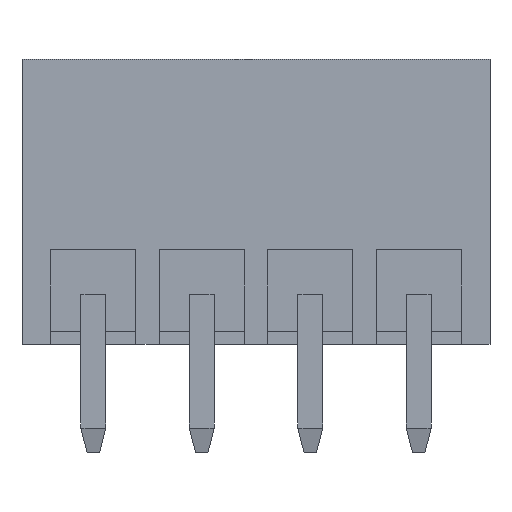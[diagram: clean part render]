
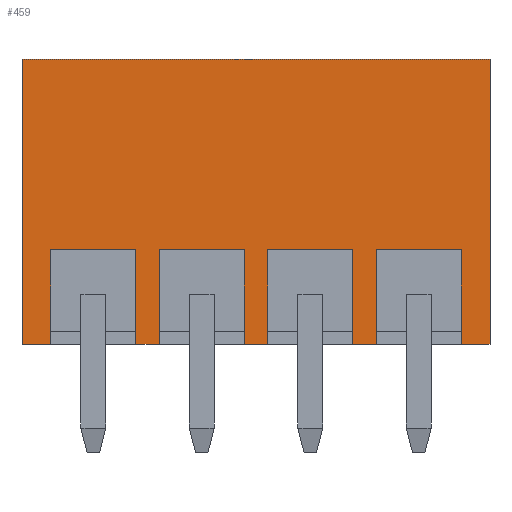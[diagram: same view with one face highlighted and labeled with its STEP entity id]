
A CAD part, front view. The second image highlights one B-rep face of the part: STEP entity #459.
In plain terms, the highlighted planar face has unit normal (0, -1, 0).
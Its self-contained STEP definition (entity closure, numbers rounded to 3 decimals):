
#459 = ADVANCED_FACE( '', ( #982 ), #983, .F. );
#982 = FACE_OUTER_BOUND( '', #1574, .T. );
#983 = PLANE( '', #1575 );
#1574 = EDGE_LOOP( '', ( #2729, #2730, #2731, #2732, #2733, #2734, #2735, #2736, #2737, #2738, #2739, #2740, #2741, #2742, #2743, #2744, #2745, #2746, #2747, #2748 ) );
#1575 = AXIS2_PLACEMENT_3D( '', #2749, #2750, #2751 );
#2729 = ORIENTED_EDGE( '', *, *, #4094, .F. );
#2730 = ORIENTED_EDGE( '', *, *, #4095, .T. );
#2731 = ORIENTED_EDGE( '', *, *, #4096, .F. );
#2732 = ORIENTED_EDGE( '', *, *, #4097, .F. );
#2733 = ORIENTED_EDGE( '', *, *, #3705, .F. );
#2734 = ORIENTED_EDGE( '', *, *, #4098, .T. );
#2735 = ORIENTED_EDGE( '', *, *, #4099, .F. );
#2736 = ORIENTED_EDGE( '', *, *, #4100, .F. );
#2737 = ORIENTED_EDGE( '', *, *, #4061, .F. );
#2738 = ORIENTED_EDGE( '', *, *, #4101, .T. );
#2739 = ORIENTED_EDGE( '', *, *, #4102, .F. );
#2740 = ORIENTED_EDGE( '', *, *, #3771, .F. );
#2741 = ORIENTED_EDGE( '', *, *, #3914, .F. );
#2742 = ORIENTED_EDGE( '', *, *, #3927, .T. );
#2743 = ORIENTED_EDGE( '', *, *, #4103, .F. );
#2744 = ORIENTED_EDGE( '', *, *, #3627, .F. );
#2745 = ORIENTED_EDGE( '', *, *, #3866, .T. );
#2746 = ORIENTED_EDGE( '', *, *, #3994, .T. );
#2747 = ORIENTED_EDGE( '', *, *, #4104, .F. );
#2748 = ORIENTED_EDGE( '', *, *, #3826, .F. );
#2749 = CARTESIAN_POINT( '', ( 7.55, -3.6, 4.6 ) );
#2750 = DIRECTION( '', ( 0., 1., 0. ) );
#2751 = DIRECTION( '', ( 0., 0., 1. ) );
#3627 = EDGE_CURVE( '', #4320, #4322, #4323, .T. );
#3705 = EDGE_CURVE( '', #4460, #4462, #4463, .F. );
#3771 = EDGE_CURVE( '', #4578, #4580, #4581, .T. );
#3826 = EDGE_CURVE( '', #4666, #4668, #4669, .T. );
#3866 = EDGE_CURVE( '', #4320, #4738, #4740, .T. );
#3914 = EDGE_CURVE( '', #4815, #4578, #4817, .F. );
#3927 = EDGE_CURVE( '', #4815, #4838, #4839, .T. );
#3994 = EDGE_CURVE( '', #4738, #4936, #4938, .T. );
#4061 = EDGE_CURVE( '', #5038, #5040, #5041, .F. );
#4094 = EDGE_CURVE( '', #5084, #4666, #5085, .F. );
#4095 = EDGE_CURVE( '', #5084, #5086, #5087, .T. );
#4096 = EDGE_CURVE( '', #5088, #5086, #5089, .T. );
#4097 = EDGE_CURVE( '', #4462, #5088, #5090, .T. );
#4098 = EDGE_CURVE( '', #4460, #5091, #5092, .T. );
#4099 = EDGE_CURVE( '', #5093, #5091, #5094, .T. );
#4100 = EDGE_CURVE( '', #5040, #5093, #5095, .T. );
#4101 = EDGE_CURVE( '', #5038, #5096, #5097, .T. );
#4102 = EDGE_CURVE( '', #4580, #5096, #5098, .T. );
#4103 = EDGE_CURVE( '', #4322, #4838, #5099, .T. );
#4104 = EDGE_CURVE( '', #4668, #4936, #5100, .T. );
#4320 = VERTEX_POINT( '', #5349 );
#4322 = VERTEX_POINT( '', #5352 );
#4323 = LINE( '', #5353, #5354 );
#4460 = VERTEX_POINT( '', #5548 );
#4462 = VERTEX_POINT( '', #5551 );
#4463 = LINE( '', #5552, #5553 );
#4578 = VERTEX_POINT( '', #5718 );
#4580 = VERTEX_POINT( '', #5721 );
#4581 = LINE( '', #5722, #5723 );
#4666 = VERTEX_POINT( '', #5842 );
#4668 = VERTEX_POINT( '', #5845 );
#4669 = LINE( '', #5846, #5847 );
#4738 = VERTEX_POINT( '', #5950 );
#4740 = LINE( '', #5953, #5954 );
#4815 = VERTEX_POINT( '', #6067 );
#4817 = LINE( '', #6070, #6071 );
#4838 = VERTEX_POINT( '', #6102 );
#4839 = LINE( '', #6103, #6104 );
#4936 = VERTEX_POINT( '', #6247 );
#4938 = LINE( '', #6250, #6251 );
#5038 = VERTEX_POINT( '', #6399 );
#5040 = VERTEX_POINT( '', #6402 );
#5041 = LINE( '', #6403, #6404 );
#5084 = VERTEX_POINT( '', #6469 );
#5085 = LINE( '', #6470, #6471 );
#5086 = VERTEX_POINT( '', #6472 );
#5087 = LINE( '', #6473, #6474 );
#5088 = VERTEX_POINT( '', #6475 );
#5089 = LINE( '', #6476, #6477 );
#5090 = LINE( '', #6478, #6479 );
#5091 = VERTEX_POINT( '', #6480 );
#5092 = LINE( '', #6481, #6482 );
#5093 = VERTEX_POINT( '', #6483 );
#5094 = LINE( '', #6484, #6485 );
#5095 = LINE( '', #6486, #6487 );
#5096 = VERTEX_POINT( '', #6488 );
#5097 = LINE( '', #6489, #6490 );
#5098 = LINE( '', #6491, #6492 );
#5099 = LINE( '', #6493, #6494 );
#5100 = LINE( '', #6495, #6496 );
#5349 = CARTESIAN_POINT( '', ( 7.55, -3.6, 4.6 ) );
#5352 = CARTESIAN_POINT( '', ( 7.55, -3.6, -4.6 ) );
#5353 = CARTESIAN_POINT( '', ( 7.55, -3.6, 4.6 ) );
#5354 = VECTOR( '', #6858, 1000. );
#5548 = CARTESIAN_POINT( '', ( -0.375, -3.6, -1.55 ) );
#5551 = CARTESIAN_POINT( '', ( -3.125, -3.6, -1.55 ) );
#5552 = CARTESIAN_POINT( '', ( -3.125, -3.6, -1.55 ) );
#5553 = VECTOR( '', #6929, 1000. );
#5718 = CARTESIAN_POINT( '', ( 3.875, -3.6, -1.55 ) );
#5721 = CARTESIAN_POINT( '', ( 3.875, -3.6, -4.6 ) );
#5722 = CARTESIAN_POINT( '', ( 3.875, -3.6, -1.55 ) );
#5723 = VECTOR( '', #6987, 1000. );
#5842 = CARTESIAN_POINT( '', ( -6.625, -3.6, -1.55 ) );
#5845 = CARTESIAN_POINT( '', ( -6.625, -3.6, -4.6 ) );
#5846 = CARTESIAN_POINT( '', ( -6.625, -3.6, -1.55 ) );
#5847 = VECTOR( '', #7044, 1000. );
#5950 = CARTESIAN_POINT( '', ( -7.55, -3.6, 4.6 ) );
#5953 = CARTESIAN_POINT( '', ( 7.55, -3.6, 4.6 ) );
#5954 = VECTOR( '', #7083, 1000. );
#6067 = CARTESIAN_POINT( '', ( 6.625, -3.6, -1.55 ) );
#6070 = CARTESIAN_POINT( '', ( 3.875, -3.6, -1.55 ) );
#6071 = VECTOR( '', #7129, 1000. );
#6102 = CARTESIAN_POINT( '', ( 6.625, -3.6, -4.6 ) );
#6103 = CARTESIAN_POINT( '', ( 6.625, -3.6, -1.55 ) );
#6104 = VECTOR( '', #7140, 1000. );
#6247 = CARTESIAN_POINT( '', ( -7.55, -3.6, -4.6 ) );
#6250 = CARTESIAN_POINT( '', ( -7.55, -3.6, 4.6 ) );
#6251 = VECTOR( '', #7197, 1000. );
#6399 = CARTESIAN_POINT( '', ( 3.125, -3.6, -1.55 ) );
#6402 = CARTESIAN_POINT( '', ( 0.375, -3.6, -1.55 ) );
#6403 = CARTESIAN_POINT( '', ( 0.375, -3.6, -1.55 ) );
#6404 = VECTOR( '', #7253, 1000. );
#6469 = CARTESIAN_POINT( '', ( -3.875, -3.6, -1.55 ) );
#6470 = CARTESIAN_POINT( '', ( -6.625, -3.6, -1.55 ) );
#6471 = VECTOR( '', #7279, 1000. );
#6472 = CARTESIAN_POINT( '', ( -3.875, -3.6, -4.6 ) );
#6473 = CARTESIAN_POINT( '', ( -3.875, -3.6, -1.55 ) );
#6474 = VECTOR( '', #7280, 1000. );
#6475 = CARTESIAN_POINT( '', ( -3.125, -3.6, -4.6 ) );
#6476 = CARTESIAN_POINT( '', ( 7.55, -3.6, -4.6 ) );
#6477 = VECTOR( '', #7281, 1000. );
#6478 = CARTESIAN_POINT( '', ( -3.125, -3.6, -1.55 ) );
#6479 = VECTOR( '', #7282, 1000. );
#6480 = CARTESIAN_POINT( '', ( -0.375, -3.6, -4.6 ) );
#6481 = CARTESIAN_POINT( '', ( -0.375, -3.6, -1.55 ) );
#6482 = VECTOR( '', #7283, 1000. );
#6483 = CARTESIAN_POINT( '', ( 0.375, -3.6, -4.6 ) );
#6484 = CARTESIAN_POINT( '', ( 7.55, -3.6, -4.6 ) );
#6485 = VECTOR( '', #7284, 1000. );
#6486 = CARTESIAN_POINT( '', ( 0.375, -3.6, -1.55 ) );
#6487 = VECTOR( '', #7285, 1000. );
#6488 = CARTESIAN_POINT( '', ( 3.125, -3.6, -4.6 ) );
#6489 = CARTESIAN_POINT( '', ( 3.125, -3.6, -1.55 ) );
#6490 = VECTOR( '', #7286, 1000. );
#6491 = CARTESIAN_POINT( '', ( 7.55, -3.6, -4.6 ) );
#6492 = VECTOR( '', #7287, 1000. );
#6493 = CARTESIAN_POINT( '', ( 7.55, -3.6, -4.6 ) );
#6494 = VECTOR( '', #7288, 1000. );
#6495 = CARTESIAN_POINT( '', ( 7.55, -3.6, -4.6 ) );
#6496 = VECTOR( '', #7289, 1000. );
#6858 = DIRECTION( '', ( 0., 0., -1. ) );
#6929 = DIRECTION( '', ( 1., 0., 0. ) );
#6987 = DIRECTION( '', ( 0., 0., -1. ) );
#7044 = DIRECTION( '', ( 0., 0., -1. ) );
#7083 = DIRECTION( '', ( -1., 0., 0. ) );
#7129 = DIRECTION( '', ( 1., 0., 0. ) );
#7140 = DIRECTION( '', ( 0., 0., -1. ) );
#7197 = DIRECTION( '', ( 0., 0., -1. ) );
#7253 = DIRECTION( '', ( 1., 0., 0. ) );
#7279 = DIRECTION( '', ( 1., 0., 0. ) );
#7280 = DIRECTION( '', ( 0., 0., -1. ) );
#7281 = DIRECTION( '', ( -1., 0., 0. ) );
#7282 = DIRECTION( '', ( 0., 0., -1. ) );
#7283 = DIRECTION( '', ( 0., 0., -1. ) );
#7284 = DIRECTION( '', ( -1., 0., 0. ) );
#7285 = DIRECTION( '', ( 0., 0., -1. ) );
#7286 = DIRECTION( '', ( 0., 0., -1. ) );
#7287 = DIRECTION( '', ( -1., 0., 0. ) );
#7288 = DIRECTION( '', ( -1., 0., 0. ) );
#7289 = DIRECTION( '', ( -1., 0., 0. ) );
